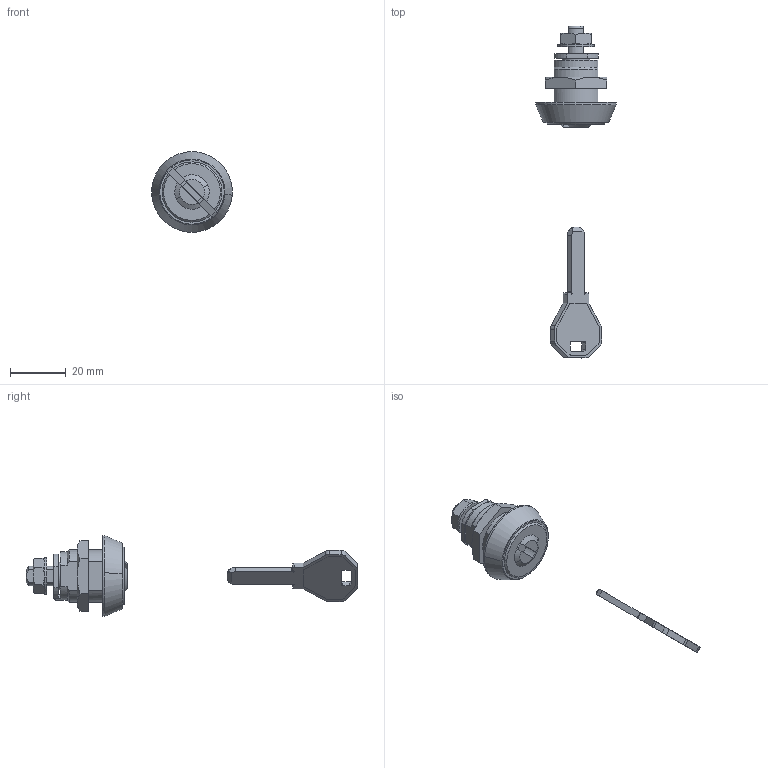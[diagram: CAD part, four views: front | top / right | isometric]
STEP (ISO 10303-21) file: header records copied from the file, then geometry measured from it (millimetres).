
FILE_DESCRIPTION((''),'2;1');
FILE_NAME('','2008-04-30T19:30:19',(''),(''),'','CADfix','');
FILE_SCHEMA(('AUTOMOTIVE_DESIGN { 1 0 10303 214 1 1 1 1 }'));
Length unit declared in the file: millimetre
Bounding box: 28.95 x 119.3 x 29 mm (x, y, z)
Volume: 10759.9 mm3; surface area: 6329.3 mm2
Topology: 6 solids, 6 shells, 206 faces, 573 edges, 388 vertices
Faces by surface type: bspline 206
Entity records: 6888 total; most frequent: CARTESIAN_POINT 3554, ORIENTED_EDGE 1146, EDGE_CURVE 573, VERTEX_POINT 388, QUASI_UNIFORM_CURVE 302, EDGE_LOOP 225, FACE_OUTER_BOUND 206, ADVANCED_FACE 206
